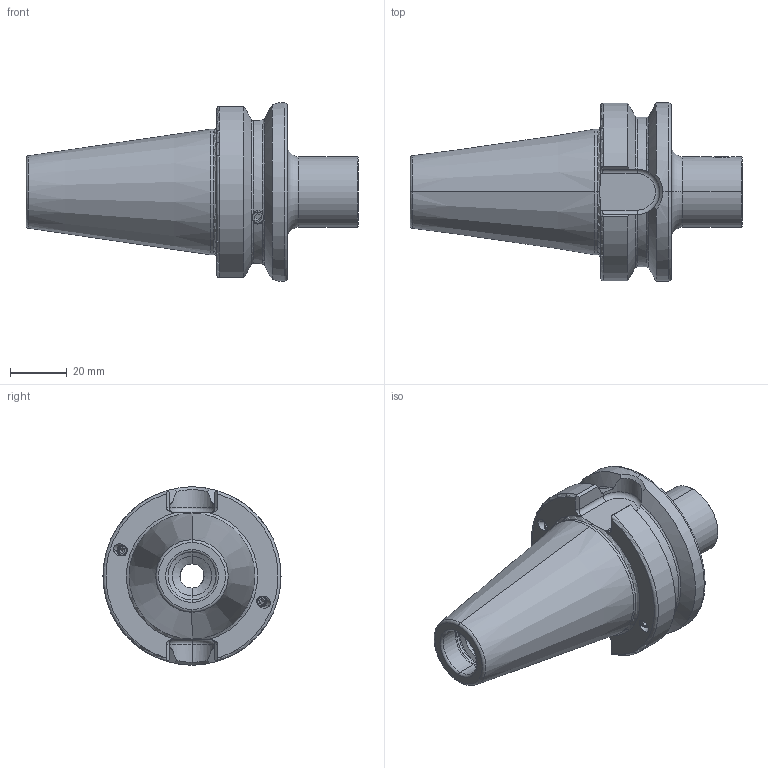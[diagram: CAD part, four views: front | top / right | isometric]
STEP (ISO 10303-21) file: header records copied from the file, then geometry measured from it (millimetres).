
FILE_DESCRIPTION (( 'STEP AP203' ), '1' );
FILE_NAME ('102.412.251.STEP', '2018-03-12T07:53:47', ( 'SWIAdmin' ), ( 'Hewlett-Packard Company' ), 'SwSTEP 2.0', 'SolidWorks 2017', '' );
FILE_SCHEMA (( 'CONFIG_CONTROL_DESIGN' ));
Length unit declared in the file: millimetre
Products named in the file (5): ISO 4026 - M4 x 5_PreviewCfg; 102.412.251; BB4-MB2.K01.052_B; MB2-ER1.001.008_A; ISO 4026 - M5 x 5_PreviewCfg
Assembly tree (5 placements, depth 2):
  102.412.251
    BB4-MB2.K01.052_B
    MB2-ER1.001.008_A
    ISO 4026 - M5 x 5_PreviewCfg
    ISO 4026 - M4 x 5_PreviewCfg  x2
Bounding box: 117.4 x 63 x 63 mm (x, y, z)
Volume: 132743.1 mm3; surface area: 25552.7 mm2
Topology: 5 solids, 5 shells, 220 faces, 526 edges, 318 vertices
Faces by surface type: cylinder 69, plane 68, cone 54, torus 27, bspline 2
Entity records: 7175 total; most frequent: CARTESIAN_POINT 1946, DIRECTION 990, ORIENTED_EDGE 980, EDGE_CURVE 490, AXIS2_PLACEMENT_3D 390, VERTEX_POINT 298, EDGE_LOOP 220, VECTOR 210
